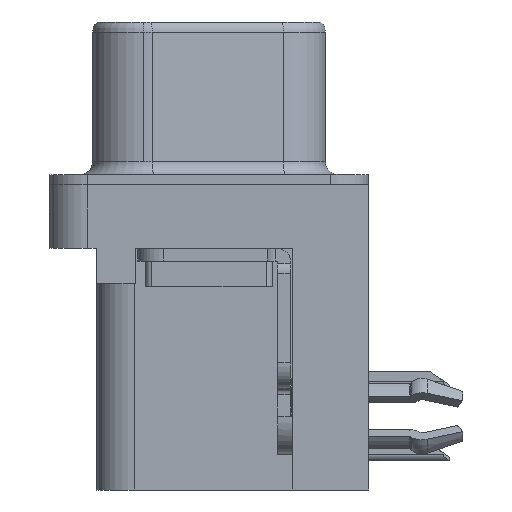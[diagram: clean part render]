
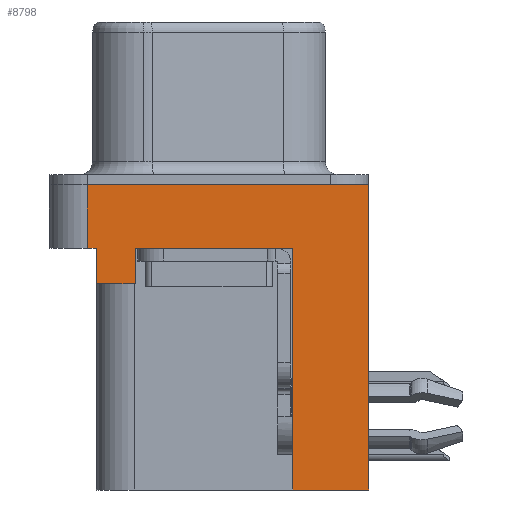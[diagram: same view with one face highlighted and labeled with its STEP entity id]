
A CAD part, left-side view. The second image highlights one B-rep face of the part: STEP entity #8798.
In plain terms, the highlighted planar face has unit normal (-1, 0, 0).
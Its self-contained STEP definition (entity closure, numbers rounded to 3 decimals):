
#232 = VECTOR ( 'NONE', #15567, 1000. ) ;
#269 = LINE ( 'NONE', #2469, #14379 ) ;
#490 = DIRECTION ( 'NONE',  ( 0., 0., 1. ) ) ;
#547 = DIRECTION ( 'NONE',  ( -1., 0., 0. ) ) ;
#1278 = VECTOR ( 'NONE', #8364, 1000. ) ;
#1305 = EDGE_CURVE ( 'NONE', #7517, #12011, #10494, .T. ) ;
#1431 = EDGE_CURVE ( 'NONE', #3942, #4679, #269, .T. ) ;
#1442 = DIRECTION ( 'NONE',  ( 0., 0., 1. ) ) ;
#1721 = VERTEX_POINT ( 'NONE', #4595 ) ;
#2067 = CARTESIAN_POINT ( 'NONE',  ( -2.91, 2.895, -3.9 ) ) ;
#2087 = LINE ( 'NONE', #4447, #3433 ) ;
#2160 = CARTESIAN_POINT ( 'NONE',  ( -2.91, -6.275, -2.5 ) ) ;
#2372 = ORIENTED_EDGE ( 'NONE', *, *, #13754, .T. ) ;
#2445 = LINE ( 'NONE', #15561, #14233 ) ;
#2469 = CARTESIAN_POINT ( 'NONE',  ( -2.91, 4.425, -3.9 ) ) ;
#2758 = ORIENTED_EDGE ( 'NONE', *, *, #1305, .T. ) ;
#3241 = EDGE_CURVE ( 'NONE', #1721, #11364, #13016, .T. ) ;
#3260 = AXIS2_PLACEMENT_3D ( 'NONE', #9055, #547, #490 ) ;
#3433 = VECTOR ( 'NONE', #7041, 1000. ) ;
#3714 = VECTOR ( 'NONE', #10383, 1000. ) ;
#3904 = CARTESIAN_POINT ( 'NONE',  ( -2.91, 2.895, -3.9 ) ) ;
#3942 = VERTEX_POINT ( 'NONE', #7387 ) ;
#4079 = VERTEX_POINT ( 'NONE', #12902 ) ;
#4193 = LINE ( 'NONE', #8515, #13665 ) ;
#4447 = CARTESIAN_POINT ( 'NONE',  ( -2.91, -6.275, -2.5 ) ) ;
#4595 = CARTESIAN_POINT ( 'NONE',  ( -2.91, -6.275, -12. ) ) ;
#4665 = LINE ( 'NONE', #2160, #232 ) ;
#4679 = VERTEX_POINT ( 'NONE', #9044 ) ;
#4698 = VECTOR ( 'NONE', #5964, 1000. ) ;
#5429 = PLANE ( 'NONE',  #3260 ) ;
#5524 = EDGE_LOOP ( 'NONE', ( #14077, #5664, #2372, #5777, #15942, #2758, #8025, #12850, #13512, #8513 ) ) ;
#5626 = EDGE_CURVE ( 'NONE', #8379, #5826, #9661, .T. ) ;
#5664 = ORIENTED_EDGE ( 'NONE', *, *, #5626, .F. ) ;
#5777 = ORIENTED_EDGE ( 'NONE', *, *, #1431, .F. ) ;
#5826 = VERTEX_POINT ( 'NONE', #13077 ) ;
#5964 = DIRECTION ( 'NONE',  ( 0., 1., 0. ) ) ;
#7041 = DIRECTION ( 'NONE',  ( 0., 0., 1. ) ) ;
#7387 = CARTESIAN_POINT ( 'NONE',  ( -2.91, 4.425, -3.9 ) ) ;
#7517 = VERTEX_POINT ( 'NONE', #2067 ) ;
#7654 = EDGE_CURVE ( 'NONE', #11364, #4079, #4193, .T. ) ;
#7825 = EDGE_CURVE ( 'NONE', #1721, #15980, #2087, .T. ) ;
#8025 = ORIENTED_EDGE ( 'NONE', *, *, #8929, .T. ) ;
#8154 = CARTESIAN_POINT ( 'NONE',  ( -2.91, 4.775, -2.5 ) ) ;
#8250 = CARTESIAN_POINT ( 'NONE',  ( -2.91, 2.895, -2.5 ) ) ;
#8364 = DIRECTION ( 'NONE',  ( 0., -1., 0. ) ) ;
#8379 = VERTEX_POINT ( 'NONE', #8154 ) ;
#8513 = ORIENTED_EDGE ( 'NONE', *, *, #7825, .T. ) ;
#8515 = CARTESIAN_POINT ( 'NONE',  ( -2.91, -3.295, -12. ) ) ;
#8602 = CARTESIAN_POINT ( 'NONE',  ( -2.91, -3.295, -12. ) ) ;
#8798 = ADVANCED_FACE ( 'NONE', ( #13621 ), #5429, .T. ) ;
#8929 = EDGE_CURVE ( 'NONE', #12011, #4079, #2445, .T. ) ;
#9044 = CARTESIAN_POINT ( 'NONE',  ( -2.91, 4.425, -2.5 ) ) ;
#9055 = CARTESIAN_POINT ( 'NONE',  ( -2.91, -6.275, -2.5 ) ) ;
#9661 = LINE ( 'NONE', #12700, #12953 ) ;
#10383 = DIRECTION ( 'NONE',  ( 0., 1., 0. ) ) ;
#10494 = LINE ( 'NONE', #3904, #14758 ) ;
#10620 = DIRECTION ( 'NONE',  ( 0., -1., 0. ) ) ;
#11107 = DIRECTION ( 'NONE',  ( 0., 0., 1. ) ) ;
#11364 = VERTEX_POINT ( 'NONE', #11933 ) ;
#11384 = EDGE_CURVE ( 'NONE', #5826, #15980, #13228, .T. ) ;
#11771 = CARTESIAN_POINT ( 'NONE',  ( -2.91, -6.275, 0. ) ) ;
#11933 = CARTESIAN_POINT ( 'NONE',  ( -2.91, -3.295, -12. ) ) ;
#12011 = VERTEX_POINT ( 'NONE', #8250 ) ;
#12416 = LINE ( 'NONE', #15378, #3714 ) ;
#12427 = EDGE_CURVE ( 'NONE', #7517, #3942, #12416, .T. ) ;
#12700 = CARTESIAN_POINT ( 'NONE',  ( -2.91, 4.775, -2.5 ) ) ;
#12850 = ORIENTED_EDGE ( 'NONE', *, *, #7654, .F. ) ;
#12902 = CARTESIAN_POINT ( 'NONE',  ( -2.91, -3.295, -2.5 ) ) ;
#12927 = CARTESIAN_POINT ( 'NONE',  ( -2.91, -6.275, 0. ) ) ;
#12953 = VECTOR ( 'NONE', #1442, 1000. ) ;
#13016 = LINE ( 'NONE', #8602, #4698 ) ;
#13077 = CARTESIAN_POINT ( 'NONE',  ( -2.91, 4.775, 0. ) ) ;
#13228 = LINE ( 'NONE', #11771, #1278 ) ;
#13404 = DIRECTION ( 'NONE',  ( 0., 0., 1. ) ) ;
#13512 = ORIENTED_EDGE ( 'NONE', *, *, #3241, .F. ) ;
#13621 = FACE_OUTER_BOUND ( 'NONE', #5524, .T. ) ;
#13622 = DIRECTION ( 'NONE',  ( 0., 0., 1. ) ) ;
#13665 = VECTOR ( 'NONE', #11107, 1000. ) ;
#13754 = EDGE_CURVE ( 'NONE', #8379, #4679, #4665, .T. ) ;
#14077 = ORIENTED_EDGE ( 'NONE', *, *, #11384, .F. ) ;
#14233 = VECTOR ( 'NONE', #10620, 1000. ) ;
#14379 = VECTOR ( 'NONE', #13404, 1000. ) ;
#14758 = VECTOR ( 'NONE', #13622, 1000. ) ;
#15378 = CARTESIAN_POINT ( 'NONE',  ( -2.91, 4.425, -3.9 ) ) ;
#15561 = CARTESIAN_POINT ( 'NONE',  ( -2.91, -6.275, -2.5 ) ) ;
#15567 = DIRECTION ( 'NONE',  ( 0., -1., 0. ) ) ;
#15942 = ORIENTED_EDGE ( 'NONE', *, *, #12427, .F. ) ;
#15980 = VERTEX_POINT ( 'NONE', #12927 ) ;
